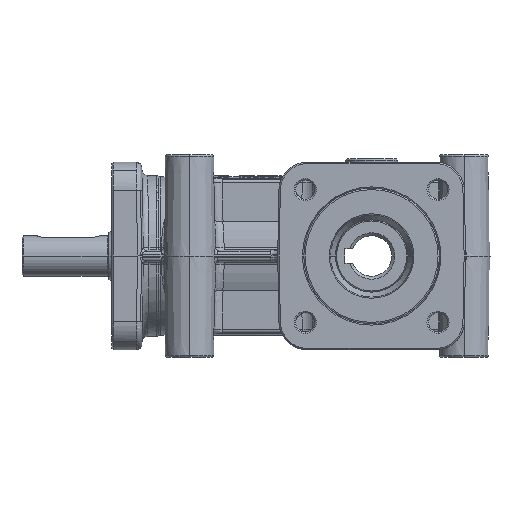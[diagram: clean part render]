
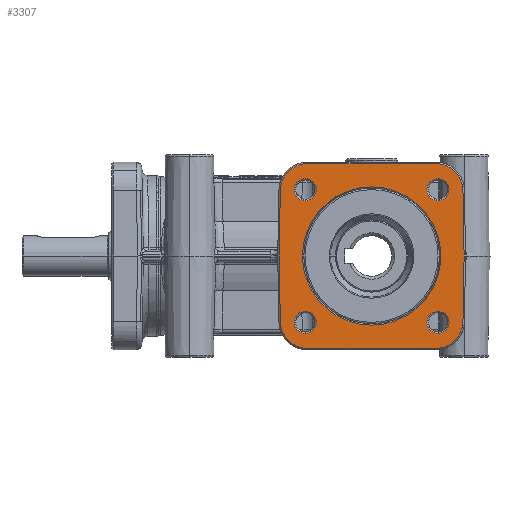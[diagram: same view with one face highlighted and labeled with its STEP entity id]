
A CAD part, left-side view. The second image highlights one B-rep face of the part: STEP entity #3307.
In plain terms, the highlighted planar face has unit normal (-1, 0, 0).
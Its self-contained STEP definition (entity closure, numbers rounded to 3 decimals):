
#3307=ADVANCED_FACE('',(#8309,#8310,#8311,#8312,#8313,#8314),#8315,.T.);
#8309=FACE_OUTER_BOUND('',#17612,.T.);
#8310=FACE_BOUND('',#17613,.T.);
#8311=FACE_BOUND('',#17614,.T.);
#8312=FACE_BOUND('',#17615,.T.);
#8313=FACE_BOUND('',#17616,.T.);
#8314=FACE_BOUND('',#17617,.T.);
#8315=PLANE('',#17618);
#17612=EDGE_LOOP('',(#66108,#66109,#66110,#66111,#66112,#66113,#66114,#66115,#66116,#66117,#66118,#66119,#66120,#66121));
#17613=EDGE_LOOP('',(#66122,#66123));
#17614=EDGE_LOOP('',(#66124,#66125));
#17615=EDGE_LOOP('',(#66126,#66127));
#17616=EDGE_LOOP('',(#66128,#66129));
#17617=EDGE_LOOP('',(#66130,#66131));
#17618=AXIS2_PLACEMENT_3D('',#66132,#66133,#66134);
#66108=ORIENTED_EDGE('',*,*,#82399,.F.);
#66109=ORIENTED_EDGE('',*,*,#82400,.F.);
#66110=ORIENTED_EDGE('',*,*,#82401,.F.);
#66111=ORIENTED_EDGE('',*,*,#81158,.F.);
#66112=ORIENTED_EDGE('',*,*,#82402,.F.);
#66113=ORIENTED_EDGE('',*,*,#82403,.F.);
#66114=ORIENTED_EDGE('',*,*,#81154,.F.);
#66115=ORIENTED_EDGE('',*,*,#82404,.F.);
#66116=ORIENTED_EDGE('',*,*,#82405,.F.);
#66117=ORIENTED_EDGE('',*,*,#82406,.F.);
#66118=ORIENTED_EDGE('',*,*,#81162,.F.);
#66119=ORIENTED_EDGE('',*,*,#82407,.F.);
#66120=ORIENTED_EDGE('',*,*,#82408,.F.);
#66121=ORIENTED_EDGE('',*,*,#81166,.F.);
#66122=ORIENTED_EDGE('',*,*,#82409,.F.);
#66123=ORIENTED_EDGE('',*,*,#81197,.F.);
#66124=ORIENTED_EDGE('',*,*,#82410,.F.);
#66125=ORIENTED_EDGE('',*,*,#81176,.F.);
#66126=ORIENTED_EDGE('',*,*,#82411,.F.);
#66127=ORIENTED_EDGE('',*,*,#81140,.F.);
#66128=ORIENTED_EDGE('',*,*,#82412,.F.);
#66129=ORIENTED_EDGE('',*,*,#81188,.F.);
#66130=ORIENTED_EDGE('',*,*,#82395,.F.);
#66131=ORIENTED_EDGE('',*,*,#82218,.F.);
#66132=CARTESIAN_POINT('',(-55.0,13.925,0.0));
#66133=DIRECTION('',(-1.0,0.0,0.0));
#66134=DIRECTION('',(0.0,0.0,1.0));
#81140=EDGE_CURVE('',#89869,#89871,#89872,.T.);
#81154=EDGE_CURVE('',#89893,#89895,#89896,.T.);
#81158=EDGE_CURVE('',#89899,#89901,#89902,.T.);
#81162=EDGE_CURVE('',#89905,#89907,#89908,.T.);
#81166=EDGE_CURVE('',#89911,#89913,#89914,.T.);
#81176=EDGE_CURVE('',#89927,#89929,#89930,.T.);
#81188=EDGE_CURVE('',#89948,#89950,#89951,.T.);
#81197=EDGE_CURVE('',#89963,#89965,#89966,.T.);
#82218=EDGE_CURVE('',#91687,#91689,#91690,.T.);
#82395=EDGE_CURVE('',#91689,#91687,#91955,.T.);
#82399=EDGE_CURVE('',#91959,#89911,#91960,.T.);
#82400=EDGE_CURVE('',#91961,#91959,#91962,.T.);
#82401=EDGE_CURVE('',#89901,#91961,#91963,.T.);
#82402=EDGE_CURVE('',#91964,#89899,#91965,.T.);
#82403=EDGE_CURVE('',#89895,#91964,#91966,.T.);
#82404=EDGE_CURVE('',#91967,#89893,#91968,.T.);
#82405=EDGE_CURVE('',#91969,#91967,#91970,.T.);
#82406=EDGE_CURVE('',#89907,#91969,#91971,.T.);
#82407=EDGE_CURVE('',#91972,#89905,#91973,.T.);
#82408=EDGE_CURVE('',#89913,#91972,#91974,.T.);
#82409=EDGE_CURVE('',#89965,#89963,#91975,.T.);
#82410=EDGE_CURVE('',#89929,#89927,#91976,.T.);
#82411=EDGE_CURVE('',#89871,#89869,#91977,.T.);
#82412=EDGE_CURVE('',#89950,#89948,#91978,.T.);
#89869=VERTEX_POINT('',#103417);
#89871=VERTEX_POINT('',#103420);
#89872=CIRCLE('',#103421,3.824);
#89893=VERTEX_POINT('',#103447);
#89895=VERTEX_POINT('',#103450);
#89896=CIRCLE('',#103451,9.5);
#89899=VERTEX_POINT('',#103455);
#89901=VERTEX_POINT('',#103458);
#89902=CIRCLE('',#103459,9.5);
#89905=VERTEX_POINT('',#103463);
#89907=VERTEX_POINT('',#103466);
#89908=CIRCLE('',#103467,9.5);
#89911=VERTEX_POINT('',#103471);
#89913=VERTEX_POINT('',#103474);
#89914=CIRCLE('',#103475,9.5);
#89927=VERTEX_POINT('',#103502);
#89929=VERTEX_POINT('',#103505);
#89930=CIRCLE('',#103506,3.824);
#89948=VERTEX_POINT('',#103551);
#89950=VERTEX_POINT('',#103554);
#89951=CIRCLE('',#103555,3.824);
#89963=VERTEX_POINT('',#103570);
#89965=VERTEX_POINT('',#103573);
#89966=CIRCLE('',#103574,3.824);
#91687=VERTEX_POINT('',#106100);
#91689=VERTEX_POINT('',#106103);
#91690=CIRCLE('',#106104,23.937);
#91955=CIRCLE('',#107663,23.937);
#91959=VERTEX_POINT('',#107667);
#91960=CIRCLE('',#107668,9.5);
#91961=VERTEX_POINT('',#107669);
#91962=LINE('',#107670,#107671);
#91963=LINE('',#107672,#107673);
#91964=VERTEX_POINT('',#107674);
#91965=CIRCLE('',#107675,9.5);
#91966=LINE('',#107676,#107677);
#91967=VERTEX_POINT('',#107678);
#91968=CIRCLE('',#107679,9.5);
#91969=VERTEX_POINT('',#107680);
#91970=LINE('',#107681,#107682);
#91971=LINE('',#107683,#107684);
#91972=VERTEX_POINT('',#107685);
#91973=CIRCLE('',#107686,9.5);
#91974=LINE('',#107687,#107688);
#91975=CIRCLE('',#107689,3.824);
#91976=CIRCLE('',#107690,3.824);
#91977=CIRCLE('',#107691,3.824);
#91978=CIRCLE('',#107692,3.824);
#103417=CARTESIAN_POINT('',(-55.0,-26.804,-22.981));
#103420=CARTESIAN_POINT('',(-55.0,-19.157,-22.981));
#103421=AXIS2_PLACEMENT_3D('',#127782,#127783,#127784);
#103447=CARTESIAN_POINT('',(-55.0,28.764,29.276));
#103450=CARTESIAN_POINT('',(-55.0,22.106,32.0));
#103451=AXIS2_PLACEMENT_3D('',#127803,#127804,#127805);
#103455=CARTESIAN_POINT('',(-55.0,-28.764,29.276));
#103458=CARTESIAN_POINT('',(-55.0,-31.604,22.666));
#103459=AXIS2_PLACEMENT_3D('',#127808,#127809,#127810);
#103463=CARTESIAN_POINT('',(-55.0,28.764,-29.276));
#103466=CARTESIAN_POINT('',(-55.0,31.604,-22.666));
#103467=AXIS2_PLACEMENT_3D('',#127813,#127814,#127815);
#103471=CARTESIAN_POINT('',(-55.0,-28.764,-29.276));
#103474=CARTESIAN_POINT('',(-55.0,-22.106,-32.0));
#103475=AXIS2_PLACEMENT_3D('',#127818,#127819,#127820);
#103502=CARTESIAN_POINT('',(-55.0,19.157,22.981));
#103505=CARTESIAN_POINT('',(-55.0,26.804,22.981));
#103506=AXIS2_PLACEMENT_3D('',#127831,#127832,#127833);
#103551=CARTESIAN_POINT('',(-55.0,19.157,-22.981));
#103554=CARTESIAN_POINT('',(-55.0,26.804,-22.981));
#103555=AXIS2_PLACEMENT_3D('',#127847,#127848,#127849);
#103570=CARTESIAN_POINT('',(-55.0,-26.804,22.981));
#103573=CARTESIAN_POINT('',(-55.0,-19.157,22.981));
#103574=AXIS2_PLACEMENT_3D('',#127860,#127861,#127862);
#106100=CARTESIAN_POINT('',(-55.0,23.937,0.));
#106103=CARTESIAN_POINT('',(-55.0,-23.937,0.));
#106104=AXIS2_PLACEMENT_3D('',#129509,#129510,#129511);
#107663=AXIS2_PLACEMENT_3D('',#129648,#129649,#129650);
#107667=CARTESIAN_POINT('',(-55.0,-31.604,-22.666));
#107668=AXIS2_PLACEMENT_3D('',#129654,#129655,#129656);
#107669=CARTESIAN_POINT('',(-55.0,-32.,0.));
#107670=CARTESIAN_POINT('',(-55.0,-32.,0.));
#107671=VECTOR('',#129657,22.669);
#107672=CARTESIAN_POINT('',(-55.0,-31.604,22.666));
#107673=VECTOR('',#129658,22.669);
#107674=CARTESIAN_POINT('',(-55.0,-22.106,32.0));
#107675=AXIS2_PLACEMENT_3D('',#129659,#129660,#129661);
#107676=CARTESIAN_POINT('',(-55.0,22.106,32.0));
#107677=VECTOR('',#129662,44.211);
#107678=CARTESIAN_POINT('',(-55.0,31.604,22.666));
#107679=AXIS2_PLACEMENT_3D('',#129663,#129664,#129665);
#107680=CARTESIAN_POINT('',(-55.0,32.,0.));
#107681=CARTESIAN_POINT('',(-55.0,32.,0.));
#107682=VECTOR('',#129666,22.669);
#107683=CARTESIAN_POINT('',(-55.0,31.604,-22.666));
#107684=VECTOR('',#129667,22.669);
#107685=CARTESIAN_POINT('',(-55.0,22.106,-32.0));
#107686=AXIS2_PLACEMENT_3D('',#129668,#129669,#129670);
#107687=CARTESIAN_POINT('',(-55.0,-22.106,-32.0));
#107688=VECTOR('',#129671,44.211);
#107689=AXIS2_PLACEMENT_3D('',#129672,#129673,#129674);
#107690=AXIS2_PLACEMENT_3D('',#129675,#129676,#129677);
#107691=AXIS2_PLACEMENT_3D('',#129678,#129679,#129680);
#107692=AXIS2_PLACEMENT_3D('',#129681,#129682,#129683);
#127782=CARTESIAN_POINT('',(-55.0,-22.981,-22.981));
#127783=DIRECTION('',(-1.0,0.0,0.0));
#127784=DIRECTION('',(0.0,-1.0,0.0));
#127803=CARTESIAN_POINT('',(-55.0,22.106,22.5));
#127804=DIRECTION('',(1.0,0.0,-0.0));
#127805=DIRECTION('',(0.0,0.701,0.713));
#127808=CARTESIAN_POINT('',(-55.0,-22.106,22.5));
#127809=DIRECTION('',(1.0,0.0,0.0));
#127810=DIRECTION('',(0.0,-0.701,0.713));
#127813=CARTESIAN_POINT('',(-55.0,22.106,-22.5));
#127814=DIRECTION('',(1.0,0.0,0.0));
#127815=DIRECTION('',(0.0,0.701,-0.713));
#127818=CARTESIAN_POINT('',(-55.0,-22.106,-22.5));
#127819=DIRECTION('',(1.0,0.0,0.0));
#127820=DIRECTION('',(0.0,-0.701,-0.713));
#127831=CARTESIAN_POINT('',(-55.0,22.981,22.981));
#127832=DIRECTION('',(-1.0,0.0,0.0));
#127833=DIRECTION('',(0.0,-1.0,0.0));
#127847=CARTESIAN_POINT('',(-55.0,22.981,-22.981));
#127848=DIRECTION('',(-1.0,0.0,0.0));
#127849=DIRECTION('',(0.0,-1.0,0.0));
#127860=CARTESIAN_POINT('',(-55.0,-22.981,22.981));
#127861=DIRECTION('',(-1.0,0.0,0.0));
#127862=DIRECTION('',(0.0,-1.0,0.0));
#129509=CARTESIAN_POINT('',(-55.0,0.0,0.0));
#129510=DIRECTION('',(-1.0,0.0,0.0));
#129511=DIRECTION('',(0.0,1.0,0.0));
#129648=CARTESIAN_POINT('',(-55.0,0.0,0.0));
#129649=DIRECTION('',(-1.0,0.0,0.0));
#129650=DIRECTION('',(0.0,1.0,0.0));
#129654=CARTESIAN_POINT('',(-55.0,-22.106,-22.5));
#129655=DIRECTION('',(1.0,0.0,0.0));
#129656=DIRECTION('',(0.0,-0.701,-0.713));
#129657=DIRECTION('',(0.0,0.017,-1.));
#129658=DIRECTION('',(0.0,-0.017,-1.));
#129659=CARTESIAN_POINT('',(-55.0,-22.106,22.5));
#129660=DIRECTION('',(1.0,0.0,0.0));
#129661=DIRECTION('',(0.0,-0.701,0.713));
#129662=DIRECTION('',(0.0,-1.0,0.0));
#129663=CARTESIAN_POINT('',(-55.0,22.106,22.5));
#129664=DIRECTION('',(1.0,0.0,-0.0));
#129665=DIRECTION('',(0.0,0.701,0.713));
#129666=DIRECTION('',(0.0,-0.017,1.));
#129667=DIRECTION('',(0.0,0.017,1.));
#129668=CARTESIAN_POINT('',(-55.0,22.106,-22.5));
#129669=DIRECTION('',(1.0,0.0,0.0));
#129670=DIRECTION('',(0.0,0.701,-0.713));
#129671=DIRECTION('',(0.0,1.0,0.0));
#129672=CARTESIAN_POINT('',(-55.0,-22.981,22.981));
#129673=DIRECTION('',(-1.0,0.0,0.0));
#129674=DIRECTION('',(0.0,-1.0,0.0));
#129675=CARTESIAN_POINT('',(-55.0,22.981,22.981));
#129676=DIRECTION('',(-1.0,0.0,0.0));
#129677=DIRECTION('',(0.0,-1.0,0.0));
#129678=CARTESIAN_POINT('',(-55.0,-22.981,-22.981));
#129679=DIRECTION('',(-1.0,0.0,0.0));
#129680=DIRECTION('',(0.0,-1.0,0.0));
#129681=CARTESIAN_POINT('',(-55.0,22.981,-22.981));
#129682=DIRECTION('',(-1.0,0.0,0.0));
#129683=DIRECTION('',(0.0,-1.0,0.0));
